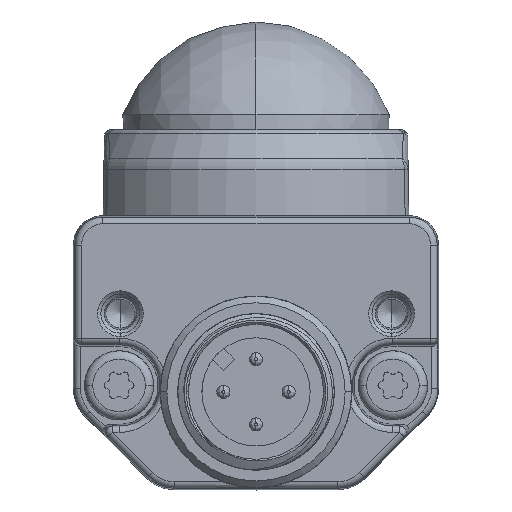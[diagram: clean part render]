
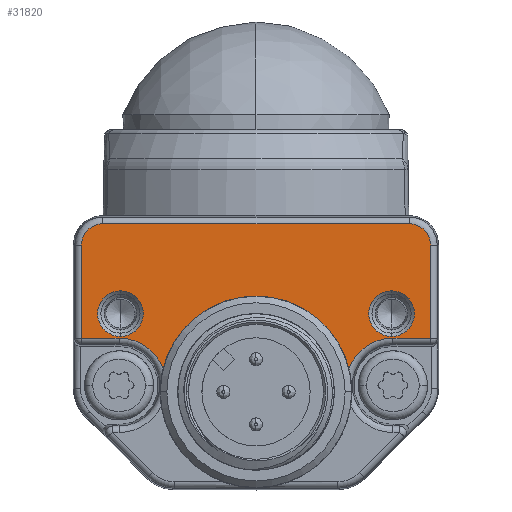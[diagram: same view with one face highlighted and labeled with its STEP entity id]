
A CAD part, left-side view. The second image highlights one B-rep face of the part: STEP entity #31820.
In plain terms, the highlighted face is planar.
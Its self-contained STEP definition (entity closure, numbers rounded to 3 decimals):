
#27244=CARTESIAN_POINT('',(13.,8.,10.5));
#27245=DIRECTION('',(-1.,0.,0.));
#27246=DIRECTION('',(0.,1.,0.));
#27247=AXIS2_PLACEMENT_3D('',#27244,#27245,#27246);
#27249=DIRECTION('',(0.,0.,-1.));
#27250=VECTOR('',#27249,2.891);
#27251=CARTESIAN_POINT('',(13.,11.614,13.391));
#27252=LINE('',#27251,#27250);
#27253=DIRECTION('',(0.,-1.,0.));
#27254=VECTOR('',#27253,7.136);
#27255=CARTESIAN_POINT('',(13.,18.75,13.391));
#27256=LINE('',#27255,#27254);
#27257=CARTESIAN_POINT('',(13.,18.75,11.75));
#27258=DIRECTION('',(1.,0.,0.));
#27259=DIRECTION('',(0.,1.,0.));
#27260=AXIS2_PLACEMENT_3D('',#27257,#27258,#27259);
#27262=DIRECTION('',(0.,0.,1.));
#27263=VECTOR('',#27262,23.5);
#27264=CARTESIAN_POINT('',(13.,20.391,-11.75));
#27265=LINE('',#27264,#27263);
#27266=CARTESIAN_POINT('',(13.,18.75,-11.75));
#27267=DIRECTION('',(1.,0.,0.));
#27268=DIRECTION('',(0.,0.,-1.));
#27269=AXIS2_PLACEMENT_3D('',#27266,#27267,#27268);
#27271=DIRECTION('',(0.,1.,0.));
#27272=VECTOR('',#27271,7.136);
#27273=CARTESIAN_POINT('',(13.,11.614,-13.391));
#27274=LINE('',#27273,#27272);
#27275=DIRECTION('',(0.,0.,-1.));
#27276=VECTOR('',#27275,2.891);
#27277=CARTESIAN_POINT('',(13.,11.614,-10.5));
#27278=LINE('',#27277,#27276);
#27279=CARTESIAN_POINT('',(13.,8.,-10.5));
#27280=DIRECTION('',(-1.,0.,0.));
#27281=DIRECTION('',(0.,0.359,0.933));
#27282=AXIS2_PLACEMENT_3D('',#27279,#27280,#27281);
#27284=CARTESIAN_POINT('',(13.,7.5,0.));
#27285=DIRECTION('',(1.,0.,0.));
#27286=DIRECTION('',(0.,0.244,-0.97));
#27287=AXIS2_PLACEMENT_3D('',#27284,#27285,#27286);
#27316=CARTESIAN_POINT('',(13.,13.5,10.392));
#27317=DIRECTION('',(-1.,0.,0.));
#27318=DIRECTION('',(0.,1.,0.));
#27319=AXIS2_PLACEMENT_3D('',#27316,#27317,#27318);
#27321=CARTESIAN_POINT('',(13.,13.5,10.392));
#27322=DIRECTION('',(-1.,0.,0.));
#27323=DIRECTION('',(0.,-1.,0.));
#27324=AXIS2_PLACEMENT_3D('',#27321,#27322,#27323);
#27326=CARTESIAN_POINT('',(13.,13.5,-10.392));
#27327=DIRECTION('',(-1.,0.,0.));
#27328=DIRECTION('',(0.,1.,0.));
#27329=AXIS2_PLACEMENT_3D('',#27326,#27327,#27328);
#27331=CARTESIAN_POINT('',(13.,13.5,-10.392));
#27332=DIRECTION('',(-1.,0.,0.));
#27333=DIRECTION('',(0.,-1.,0.));
#27334=AXIS2_PLACEMENT_3D('',#27331,#27332,#27333);
#27336=CARTESIAN_POINT('',(13.,9.297,7.127));
#29239=CARTESIAN_POINT('',(13.,9.297,-7.127));
#31017=VERTEX_POINT('',#27336);
#31018=VERTEX_POINT('',#29239);
#31071=CARTESIAN_POINT('',(13.,20.391,11.75));
#31072=CARTESIAN_POINT('',(13.,18.75,13.391));
#31073=VERTEX_POINT('',#31071);
#31074=VERTEX_POINT('',#31072);
#31079=CARTESIAN_POINT('',(13.,20.391,-11.75));
#31080=VERTEX_POINT('',#31079);
#31083=CARTESIAN_POINT('',(13.,18.75,-13.391));
#31084=VERTEX_POINT('',#31083);
#31121=CARTESIAN_POINT('',(13.,11.614,10.5));
#31122=VERTEX_POINT('',#31121);
#31123=CARTESIAN_POINT('',(13.,11.614,13.391));
#31124=VERTEX_POINT('',#31123);
#31141=CARTESIAN_POINT('',(13.,11.614,-10.5));
#31142=VERTEX_POINT('',#31141);
#31143=CARTESIAN_POINT('',(13.,11.614,-13.391));
#31144=VERTEX_POINT('',#31143);
#31260=CARTESIAN_POINT('',(13.,15.25,10.392));
#31261=CARTESIAN_POINT('',(13.,11.75,10.392));
#31262=VERTEX_POINT('',#31260);
#31263=VERTEX_POINT('',#31261);
#31264=CARTESIAN_POINT('',(13.,15.25,-10.392));
#31265=CARTESIAN_POINT('',(13.,11.75,-10.392));
#31266=VERTEX_POINT('',#31264);
#31267=VERTEX_POINT('',#31265);
#31783=CARTESIAN_POINT('',(13.,0.,0.));
#31784=DIRECTION('',(1.,0.,0.));
#31785=DIRECTION('',(0.,0.,-1.));
#31786=AXIS2_PLACEMENT_3D('',#31783,#31784,#31785);
#31787=PLANE('',#31786);
#31789=ORIENTED_EDGE('',*,*,#31788,.F.);
#31791=ORIENTED_EDGE('',*,*,#31790,.F.);
#31792=ORIENTED_EDGE('',*,*,#31743,.F.);
#31793=ORIENTED_EDGE('',*,*,#31753,.F.);
#31795=ORIENTED_EDGE('',*,*,#31794,.F.);
#31797=ORIENTED_EDGE('',*,*,#31796,.F.);
#31799=ORIENTED_EDGE('',*,*,#31798,.F.);
#31801=ORIENTED_EDGE('',*,*,#31800,.F.);
#31803=ORIENTED_EDGE('',*,*,#31802,.F.);
#31805=ORIENTED_EDGE('',*,*,#31804,.T.);
#31806=EDGE_LOOP('',(#31789,#31791,#31792,#31793,#31795,#31797,#31799,#31801,
#31803,#31805));
#31807=FACE_OUTER_BOUND('',#31806,.F.);
#31809=ORIENTED_EDGE('',*,*,#31808,.F.);
#31811=ORIENTED_EDGE('',*,*,#31810,.F.);
#31812=EDGE_LOOP('',(#31809,#31811));
#31813=FACE_BOUND('',#31812,.F.);
#31815=ORIENTED_EDGE('',*,*,#31814,.F.);
#31817=ORIENTED_EDGE('',*,*,#31816,.F.);
#31818=EDGE_LOOP('',(#31815,#31817));
#31819=FACE_BOUND('',#31818,.F.);
#31820=ADVANCED_FACE('',(#31807,#31813,#31819),#31787,.T.);
#27248=CIRCLE('',#27247,3.614);
#27261=CIRCLE('',#27260,1.641);
#27270=CIRCLE('',#27269,1.641);
#27283=CIRCLE('',#27282,3.614);
#27288=CIRCLE('',#27287,7.35);
#27320=CIRCLE('',#27319,1.75);
#27325=CIRCLE('',#27324,1.75);
#27330=CIRCLE('',#27329,1.75);
#27335=CIRCLE('',#27334,1.75);
#31743=EDGE_CURVE('',#31074,#31124,#27256,.T.);
#31753=EDGE_CURVE('',#31073,#31074,#27261,.T.);
#31788=EDGE_CURVE('',#31122,#31017,#27248,.T.);
#31790=EDGE_CURVE('',#31124,#31122,#27252,.T.);
#31794=EDGE_CURVE('',#31080,#31073,#27265,.T.);
#31796=EDGE_CURVE('',#31084,#31080,#27270,.T.);
#31798=EDGE_CURVE('',#31144,#31084,#27274,.T.);
#31800=EDGE_CURVE('',#31142,#31144,#27278,.T.);
#31802=EDGE_CURVE('',#31018,#31142,#27283,.T.);
#31804=EDGE_CURVE('',#31018,#31017,#27288,.T.);
#31808=EDGE_CURVE('',#31262,#31263,#27320,.T.);
#31810=EDGE_CURVE('',#31263,#31262,#27325,.T.);
#31814=EDGE_CURVE('',#31266,#31267,#27330,.T.);
#31816=EDGE_CURVE('',#31267,#31266,#27335,.T.);
